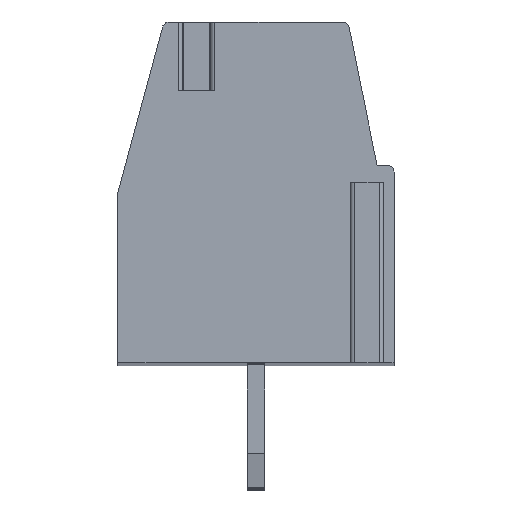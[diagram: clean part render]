
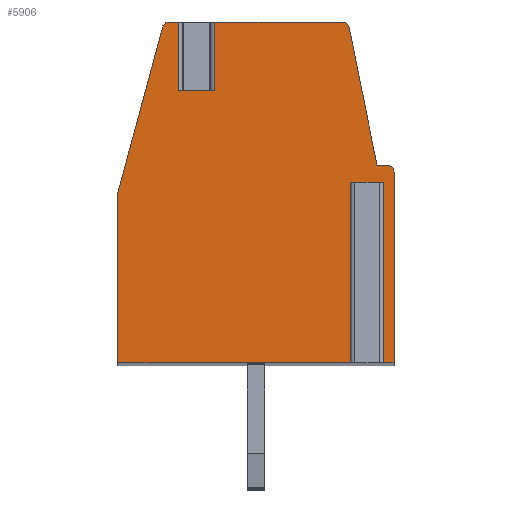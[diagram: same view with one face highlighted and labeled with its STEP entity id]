
A CAD part, top view. The second image highlights one B-rep face of the part: STEP entity #5906.
In plain terms, the highlighted planar face has unit normal (0, 0, 1).
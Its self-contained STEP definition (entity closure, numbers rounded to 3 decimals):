
#274=DIRECTION('',(-1.,0.,0.));
#275=VECTOR('',#274,1.07);
#276=CARTESIAN_POINT('',(-1.21,3.,2.5));
#277=LINE('',#276,#275);
#278=DIRECTION('',(0.,1.,0.));
#279=VECTOR('',#278,2.);
#280=CARTESIAN_POINT('',(-1.21,3.,2.5));
#281=LINE('',#280,#279);
#282=DIRECTION('',(-1.,0.,0.));
#283=VECTOR('',#282,3.746);
#284=CARTESIAN_POINT('',(2.536,5.,2.5));
#285=LINE('',#284,#283);
#286=CARTESIAN_POINT('',(2.536,4.8,2.5));
#287=DIRECTION('',(0.,0.,1.));
#288=DIRECTION('',(0.98,0.198,0.));
#289=AXIS2_PLACEMENT_3D('',#286,#287,#288);
#291=DIRECTION('',(-0.198,0.98,0.));
#292=VECTOR('',#291,4.122);
#293=CARTESIAN_POINT('',(3.55,0.8,2.5));
#294=LINE('',#293,#292);
#295=DIRECTION('',(-1.,0.,0.));
#296=VECTOR('',#295,0.3);
#297=CARTESIAN_POINT('',(3.85,0.8,2.5));
#298=LINE('',#297,#296);
#299=CARTESIAN_POINT('',(3.85,0.6,2.5));
#300=DIRECTION('',(0.,0.,1.));
#301=DIRECTION('',(1.,0.,0.));
#302=AXIS2_PLACEMENT_3D('',#299,#300,#301);
#304=DIRECTION('',(0.,1.,0.));
#305=VECTOR('',#304,5.6);
#306=CARTESIAN_POINT('',(4.05,-5.,2.5));
#307=LINE('',#306,#305);
#308=DIRECTION('',(1.,0.,0.));
#309=VECTOR('',#308,0.495);
#310=CARTESIAN_POINT('',(3.555,-5.,2.5));
#311=LINE('',#310,#309);
#312=DIRECTION('',(0.,1.,0.));
#313=VECTOR('',#312,5.3);
#314=CARTESIAN_POINT('',(3.555,-5.,2.5));
#315=LINE('',#314,#313);
#316=DIRECTION('',(1.,0.,0.));
#317=VECTOR('',#316,0.6);
#318=CARTESIAN_POINT('',(2.955,0.3,2.5));
#319=LINE('',#318,#317);
#320=DIRECTION('',(0.,1.,0.));
#321=VECTOR('',#320,5.3);
#322=CARTESIAN_POINT('',(2.955,-5.,2.5));
#323=LINE('',#322,#321);
#324=DIRECTION('',(1.,0.,0.));
#325=VECTOR('',#324,7.005);
#326=CARTESIAN_POINT('',(-4.05,-5.,2.5));
#327=LINE('',#326,#325);
#328=DIRECTION('',(0.,-1.,0.));
#329=VECTOR('',#328,5.);
#330=CARTESIAN_POINT('',(-4.05,0.,2.5));
#331=LINE('',#330,#329);
#332=DIRECTION('',(-0.261,-0.965,0.));
#333=VECTOR('',#332,5.026);
#334=CARTESIAN_POINT('',(-2.74,4.852,2.5));
#335=LINE('',#334,#333);
#336=CARTESIAN_POINT('',(-2.547,4.8,2.5));
#337=DIRECTION('',(0.,0.,1.));
#338=DIRECTION('',(0.,1.,0.));
#339=AXIS2_PLACEMENT_3D('',#336,#337,#338);
#341=DIRECTION('',(-1.,0.,0.));
#342=VECTOR('',#341,0.267);
#343=CARTESIAN_POINT('',(-2.28,5.,2.5));
#344=LINE('',#343,#342);
#345=DIRECTION('',(0.,1.,0.));
#346=VECTOR('',#345,2.);
#347=CARTESIAN_POINT('',(-2.28,3.,2.5));
#348=LINE('',#347,#346);
#4353=CARTESIAN_POINT('',(4.05,-5.,2.5));
#4354=CARTESIAN_POINT('',(4.05,0.6,2.5));
#4355=VERTEX_POINT('',#4353);
#4356=VERTEX_POINT('',#4354);
#4357=CARTESIAN_POINT('',(3.85,0.8,2.5));
#4358=VERTEX_POINT('',#4357);
#4359=CARTESIAN_POINT('',(3.55,0.8,2.5));
#4360=VERTEX_POINT('',#4359);
#4361=CARTESIAN_POINT('',(2.732,4.84,2.5));
#4362=VERTEX_POINT('',#4361);
#4363=CARTESIAN_POINT('',(2.536,5.,2.5));
#4364=VERTEX_POINT('',#4363);
#4365=CARTESIAN_POINT('',(-2.547,5.,2.5));
#4366=CARTESIAN_POINT('',(-2.74,4.852,2.5));
#4367=VERTEX_POINT('',#4365);
#4368=VERTEX_POINT('',#4366);
#4369=CARTESIAN_POINT('',(-4.05,0.,2.5));
#4370=VERTEX_POINT('',#4369);
#4371=CARTESIAN_POINT('',(-4.05,-5.,2.5));
#4372=VERTEX_POINT('',#4371);
#4389=CARTESIAN_POINT('',(2.955,0.3,2.5));
#4390=CARTESIAN_POINT('',(3.555,0.3,2.5));
#4391=VERTEX_POINT('',#4389);
#4392=VERTEX_POINT('',#4390);
#4393=CARTESIAN_POINT('',(2.955,-5.,2.5));
#4394=VERTEX_POINT('',#4393);
#4395=CARTESIAN_POINT('',(3.555,-5.,2.5));
#4396=VERTEX_POINT('',#4395);
#4465=CARTESIAN_POINT('',(-1.21,3.,2.5));
#4466=CARTESIAN_POINT('',(-2.28,3.,2.5));
#4467=VERTEX_POINT('',#4465);
#4468=VERTEX_POINT('',#4466);
#4469=CARTESIAN_POINT('',(-2.28,5.,2.5));
#4470=VERTEX_POINT('',#4469);
#4471=CARTESIAN_POINT('',(-1.21,5.,2.5));
#4472=VERTEX_POINT('',#4471);
#5866=CARTESIAN_POINT('',(0.,0.,2.5));
#5867=DIRECTION('',(0.,0.,1.));
#5868=DIRECTION('',(1.,0.,0.));
#5869=AXIS2_PLACEMENT_3D('',#5866,#5867,#5868);
#5870=PLANE('',#5869);
#5872=ORIENTED_EDGE('',*,*,#5871,.F.);
#5873=ORIENTED_EDGE('',*,*,#5857,.T.);
#5874=ORIENTED_EDGE('',*,*,#5744,.F.);
#5876=ORIENTED_EDGE('',*,*,#5875,.F.);
#5878=ORIENTED_EDGE('',*,*,#5877,.F.);
#5880=ORIENTED_EDGE('',*,*,#5879,.F.);
#5882=ORIENTED_EDGE('',*,*,#5881,.F.);
#5884=ORIENTED_EDGE('',*,*,#5883,.F.);
#5886=ORIENTED_EDGE('',*,*,#5885,.F.);
#5888=ORIENTED_EDGE('',*,*,#5887,.T.);
#5890=ORIENTED_EDGE('',*,*,#5889,.F.);
#5892=ORIENTED_EDGE('',*,*,#5891,.F.);
#5894=ORIENTED_EDGE('',*,*,#5893,.F.);
#5896=ORIENTED_EDGE('',*,*,#5895,.F.);
#5898=ORIENTED_EDGE('',*,*,#5897,.F.);
#5900=ORIENTED_EDGE('',*,*,#5899,.F.);
#5901=ORIENTED_EDGE('',*,*,#5727,.F.);
#5903=ORIENTED_EDGE('',*,*,#5902,.F.);
#5904=EDGE_LOOP('',(#5872,#5873,#5874,#5876,#5878,#5880,#5882,#5884,#5886,#5888,
#5890,#5892,#5894,#5896,#5898,#5900,#5901,#5903));
#5905=FACE_OUTER_BOUND('',#5904,.F.);
#290=CIRCLE('',#289,0.2);
#303=CIRCLE('',#302,0.2);
#340=CIRCLE('',#339,0.2);
#5727=EDGE_CURVE('',#4470,#4367,#344,.T.);
#5744=EDGE_CURVE('',#4364,#4472,#285,.T.);
#5857=EDGE_CURVE('',#4467,#4472,#281,.T.);
#5871=EDGE_CURVE('',#4467,#4468,#277,.T.);
#5875=EDGE_CURVE('',#4362,#4364,#290,.T.);
#5877=EDGE_CURVE('',#4360,#4362,#294,.T.);
#5879=EDGE_CURVE('',#4358,#4360,#298,.T.);
#5881=EDGE_CURVE('',#4356,#4358,#303,.T.);
#5883=EDGE_CURVE('',#4355,#4356,#307,.T.);
#5885=EDGE_CURVE('',#4396,#4355,#311,.T.);
#5887=EDGE_CURVE('',#4396,#4392,#315,.T.);
#5889=EDGE_CURVE('',#4391,#4392,#319,.T.);
#5891=EDGE_CURVE('',#4394,#4391,#323,.T.);
#5893=EDGE_CURVE('',#4372,#4394,#327,.T.);
#5895=EDGE_CURVE('',#4370,#4372,#331,.T.);
#5897=EDGE_CURVE('',#4368,#4370,#335,.T.);
#5899=EDGE_CURVE('',#4367,#4368,#340,.T.);
#5902=EDGE_CURVE('',#4468,#4470,#348,.T.);
#5906=ADVANCED_FACE('',(#5905),#5870,.T.);
